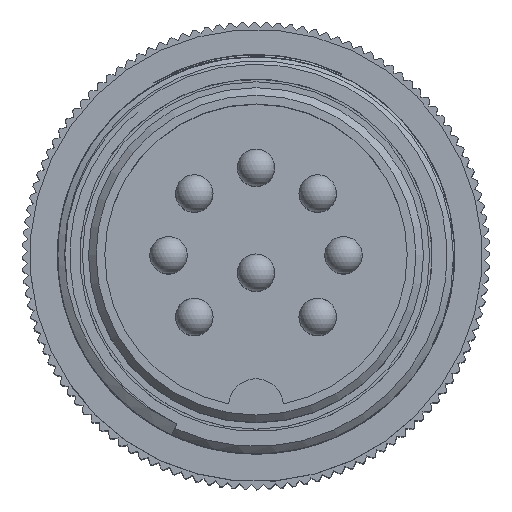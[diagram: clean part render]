
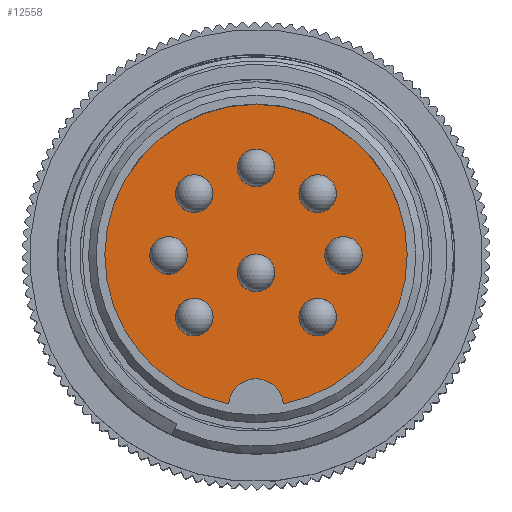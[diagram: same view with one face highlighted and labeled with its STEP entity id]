
A CAD part, top view. The second image highlights one B-rep face of the part: STEP entity #12558.
In plain terms, the highlighted planar face has unit normal (0, 0, 1).
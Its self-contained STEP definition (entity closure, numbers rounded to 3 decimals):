
#372 = DIRECTION ( 'NONE',  ( 0., 0., 1. ) ) ;
#384 = FACE_BOUND ( 'NONE', #13260, .T. ) ;
#465 = VERTEX_POINT ( 'NONE', #3903 ) ;
#532 = VERTEX_POINT ( 'NONE', #4305 ) ;
#568 = AXIS2_PLACEMENT_3D ( 'NONE', #5661, #372, #4265 ) ;
#1236 = EDGE_CURVE ( 'NONE', #17127, #17127, #17244, .T. ) ;
#1425 = CIRCLE ( 'NONE', #568, 0.75 ) ;
#1530 = EDGE_LOOP ( 'NONE', ( #10808, #16647 ) ) ;
#1537 = EDGE_CURVE ( 'NONE', #10638, #10638, #15957, .T. ) ;
#1633 = ORIENTED_EDGE ( 'NONE', *, *, #6839, .F. ) ;
#1654 = FACE_BOUND ( 'NONE', #13771, .T. ) ;
#1709 = CARTESIAN_POINT ( 'NONE',  ( 4.25, 0., 23.4 ) ) ;
#2159 = VERTEX_POINT ( 'NONE', #3038 ) ;
#2186 = EDGE_CURVE ( 'NONE', #9198, #9198, #12390, .T. ) ;
#2590 = ORIENTED_EDGE ( 'NONE', *, *, #2186, .F. ) ;
#2591 = CARTESIAN_POINT ( 'NONE',  ( 0., -6.05, 23.4 ) ) ;
#2637 = ORIENTED_EDGE ( 'NONE', *, *, #9013, .F. ) ;
#2916 = DIRECTION ( 'NONE',  ( 0., 0., 1. ) ) ;
#2926 = CARTESIAN_POINT ( 'NONE',  ( 2.47, 2.47, 23.4 ) ) ;
#3038 = CARTESIAN_POINT ( 'NONE',  ( -1.72, 2.47, 23.4 ) ) ;
#3172 = VERTEX_POINT ( 'NONE', #3379 ) ;
#3310 = FACE_BOUND ( 'NONE', #10396, .T. ) ;
#3379 = CARTESIAN_POINT ( 'NONE',  ( 0.75, -0.7, 23.4 ) ) ;
#3903 = CARTESIAN_POINT ( 'NONE',  ( -1.095, -5.95, 23.4 ) ) ;
#3928 = FACE_BOUND ( 'NONE', #16415, .T. ) ;
#4168 = DIRECTION ( 'NONE',  ( 0., 0., 1. ) ) ;
#4265 = DIRECTION ( 'NONE',  ( 1., 0., 0. ) ) ;
#4305 = CARTESIAN_POINT ( 'NONE',  ( 1.095, -5.95, 23.4 ) ) ;
#4500 = EDGE_LOOP ( 'NONE', ( #8296 ) ) ;
#4623 = VERTEX_POINT ( 'NONE', #16637 ) ;
#4764 = CARTESIAN_POINT ( 'NONE',  ( 0., 3.5, 23.4 ) ) ;
#4837 = EDGE_CURVE ( 'NONE', #2159, #2159, #8372, .T. ) ;
#4943 = DIRECTION ( 'NONE',  ( 0., 0., 1. ) ) ;
#5221 = PLANE ( 'NONE',  #5939 ) ;
#5381 = DIRECTION ( 'NONE',  ( 1., 0., 0. ) ) ;
#5661 = CARTESIAN_POINT ( 'NONE',  ( 2.47, -2.47, 23.4 ) ) ;
#5818 = CARTESIAN_POINT ( 'NONE',  ( -1.72, -2.47, 23.4 ) ) ;
#5878 = DIRECTION ( 'NONE',  ( 1., 0., 0. ) ) ;
#5939 = AXIS2_PLACEMENT_3D ( 'NONE', #11833, #15744, #11725 ) ;
#5997 = DIRECTION ( 'NONE',  ( 1., 0., 0. ) ) ;
#6015 = EDGE_CURVE ( 'NONE', #3172, #3172, #11027, .T. ) ;
#6020 = DIRECTION ( 'NONE',  ( 1., 0., 0. ) ) ;
#6226 = CARTESIAN_POINT ( 'NONE',  ( 0., -0.7, 23.4 ) ) ;
#6683 = DIRECTION ( 'NONE',  ( 1., 0., 0. ) ) ;
#6839 = EDGE_CURVE ( 'NONE', #10233, #10233, #7684, .T. ) ;
#7156 = ORIENTED_EDGE ( 'NONE', *, *, #15312, .F. ) ;
#7158 = AXIS2_PLACEMENT_3D ( 'NONE', #8175, #4168, #5381 ) ;
#7262 = FACE_BOUND ( 'NONE', #14865, .T. ) ;
#7606 = DIRECTION ( 'NONE',  ( 1., 0., 0. ) ) ;
#7684 = CIRCLE ( 'NONE', #10876, 0.75 ) ;
#7836 = ORIENTED_EDGE ( 'NONE', *, *, #1537, .F. ) ;
#8175 = CARTESIAN_POINT ( 'NONE',  ( -3.5, 0., 23.4 ) ) ;
#8296 = ORIENTED_EDGE ( 'NONE', *, *, #1236, .F. ) ;
#8320 = CARTESIAN_POINT ( 'NONE',  ( -2.75, 0., 23.4 ) ) ;
#8372 = CIRCLE ( 'NONE', #14217, 0.75 ) ;
#8435 = AXIS2_PLACEMENT_3D ( 'NONE', #6226, #4943, #16879 ) ;
#8721 = CARTESIAN_POINT ( 'NONE',  ( 3.22, -2.47, 23.4 ) ) ;
#9013 = EDGE_CURVE ( 'NONE', #13368, #13368, #1425, .T. ) ;
#9082 = DIRECTION ( 'NONE',  ( 1., 0., 0. ) ) ;
#9198 = VERTEX_POINT ( 'NONE', #1709 ) ;
#9239 = DIRECTION ( 'NONE',  ( 0., 0., 1. ) ) ;
#9582 = DIRECTION ( 'NONE',  ( 0., 0., 1. ) ) ;
#10160 = FACE_BOUND ( 'NONE', #10609, .T. ) ;
#10233 = VERTEX_POINT ( 'NONE', #15288 ) ;
#10396 = EDGE_LOOP ( 'NONE', ( #1633 ) ) ;
#10517 = ORIENTED_EDGE ( 'NONE', *, *, #6015, .F. ) ;
#10566 = FACE_BOUND ( 'NONE', #4500, .T. ) ;
#10609 = EDGE_LOOP ( 'NONE', ( #10517 ) ) ;
#10638 = VERTEX_POINT ( 'NONE', #5818 ) ;
#10792 = ORIENTED_EDGE ( 'NONE', *, *, #4837, .F. ) ;
#10794 = DIRECTION ( 'NONE',  ( 1., 0., 0. ) ) ;
#10808 = ORIENTED_EDGE ( 'NONE', *, *, #14017, .T. ) ;
#10876 = AXIS2_PLACEMENT_3D ( 'NONE', #4764, #14123, #7606 ) ;
#11027 = CIRCLE ( 'NONE', #8435, 0.75 ) ;
#11107 = CIRCLE ( 'NONE', #17241, 0.75 ) ;
#11265 = CARTESIAN_POINT ( 'NONE',  ( 0., 0., 23.4 ) ) ;
#11504 = AXIS2_PLACEMENT_3D ( 'NONE', #2591, #11950, #6683 ) ;
#11725 = DIRECTION ( 'NONE',  ( 1., 0., 0. ) ) ;
#11833 = CARTESIAN_POINT ( 'NONE',  ( 0., 0.125, 23.4 ) ) ;
#11950 = DIRECTION ( 'NONE',  ( 0., 0., -1. ) ) ;
#12000 = CIRCLE ( 'NONE', #11504, 1.1 ) ;
#12264 = AXIS2_PLACEMENT_3D ( 'NONE', #12645, #16666, #6020 ) ;
#12390 = CIRCLE ( 'NONE', #13311, 0.75 ) ;
#12558 = ADVANCED_FACE ( 'NONE', ( #16628, #7262, #10566, #3928, #384, #1654, #3310, #10160, #14128 ), #5221, .T. ) ;
#12645 = CARTESIAN_POINT ( 'NONE',  ( -2.47, -2.47, 23.4 ) ) ;
#13260 = EDGE_LOOP ( 'NONE', ( #2590 ) ) ;
#13279 = CIRCLE ( 'NONE', #15640, 6.05 ) ;
#13311 = AXIS2_PLACEMENT_3D ( 'NONE', #13608, #2916, #10794 ) ;
#13368 = VERTEX_POINT ( 'NONE', #8721 ) ;
#13494 = EDGE_LOOP ( 'NONE', ( #2637 ) ) ;
#13608 = CARTESIAN_POINT ( 'NONE',  ( 3.5, 0., 23.4 ) ) ;
#13771 = EDGE_LOOP ( 'NONE', ( #7156 ) ) ;
#13842 = EDGE_CURVE ( 'NONE', #465, #532, #13279, .T. ) ;
#13960 = DIRECTION ( 'NONE',  ( 0., 0., -1. ) ) ;
#14017 = EDGE_CURVE ( 'NONE', #465, #532, #12000, .T. ) ;
#14123 = DIRECTION ( 'NONE',  ( 0., 0., 1. ) ) ;
#14128 = FACE_OUTER_BOUND ( 'NONE', #1530, .T. ) ;
#14217 = AXIS2_PLACEMENT_3D ( 'NONE', #15870, #9239, #9082 ) ;
#14865 = EDGE_LOOP ( 'NONE', ( #7836 ) ) ;
#15288 = CARTESIAN_POINT ( 'NONE',  ( 0.75, 3.5, 23.4 ) ) ;
#15312 = EDGE_CURVE ( 'NONE', #4623, #4623, #11107, .T. ) ;
#15640 = AXIS2_PLACEMENT_3D ( 'NONE', #11265, #13960, #5878 ) ;
#15744 = DIRECTION ( 'NONE',  ( 0., 0., 1. ) ) ;
#15870 = CARTESIAN_POINT ( 'NONE',  ( -2.47, 2.47, 23.4 ) ) ;
#15957 = CIRCLE ( 'NONE', #12264, 0.75 ) ;
#16415 = EDGE_LOOP ( 'NONE', ( #10792 ) ) ;
#16628 = FACE_BOUND ( 'NONE', #13494, .T. ) ;
#16637 = CARTESIAN_POINT ( 'NONE',  ( 3.22, 2.47, 23.4 ) ) ;
#16647 = ORIENTED_EDGE ( 'NONE', *, *, #13842, .F. ) ;
#16666 = DIRECTION ( 'NONE',  ( 0., 0., 1. ) ) ;
#16879 = DIRECTION ( 'NONE',  ( 1., 0., 0. ) ) ;
#17127 = VERTEX_POINT ( 'NONE', #8320 ) ;
#17241 = AXIS2_PLACEMENT_3D ( 'NONE', #2926, #9582, #5997 ) ;
#17244 = CIRCLE ( 'NONE', #7158, 0.75 ) ;
